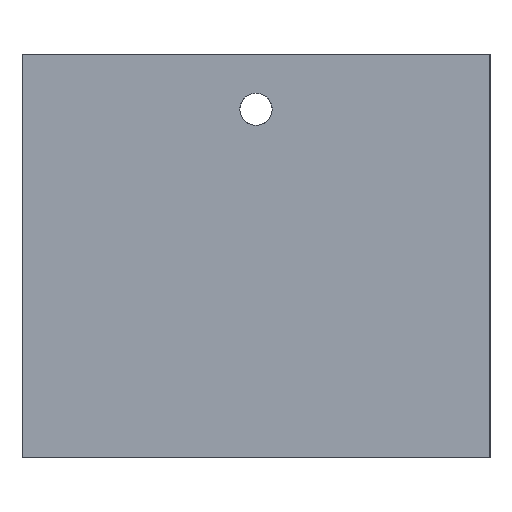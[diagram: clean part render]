
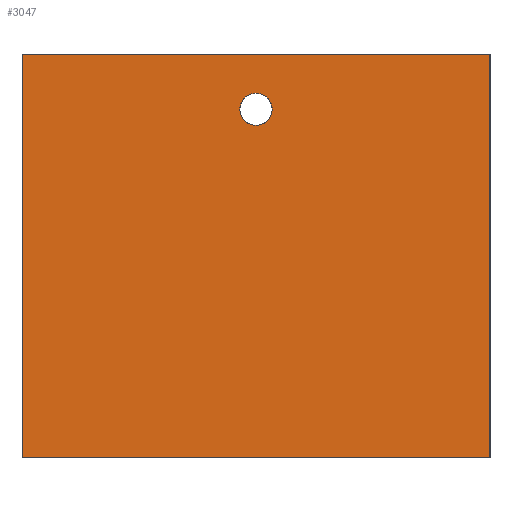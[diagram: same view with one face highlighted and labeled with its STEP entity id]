
A CAD part, left-side view. The second image highlights one B-rep face of the part: STEP entity #3047.
In plain terms, the highlighted planar face has unit normal (-1, 0, 0).
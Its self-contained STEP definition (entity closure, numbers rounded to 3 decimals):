
#27 = CARTESIAN_POINT ( 'NONE',  ( 0., 116., 100. ) ) ;
#227 = CIRCLE ( 'NONE', #864, 4. ) ;
#379 = CARTESIAN_POINT ( 'NONE',  ( 0., 0., 0. ) ) ;
#417 = CARTESIAN_POINT ( 'NONE',  ( 0., 0., 100. ) ) ;
#482 = FACE_OUTER_BOUND ( 'NONE', #1963, .T. ) ;
#538 = LINE ( 'NONE', #27, #1305 ) ;
#543 = CARTESIAN_POINT ( 'NONE',  ( 0., 0., 0. ) ) ;
#576 = EDGE_CURVE ( 'NONE', #2449, #2840, #2299, .T. ) ;
#624 = CARTESIAN_POINT ( 'NONE',  ( 0., 116., 100. ) ) ;
#815 = VECTOR ( 'NONE', #1970, 1000. ) ;
#837 = EDGE_CURVE ( 'NONE', #1430, #843, #1172, .T. ) ;
#843 = VERTEX_POINT ( 'NONE', #1469 ) ;
#864 = AXIS2_PLACEMENT_3D ( 'NONE', #3293, #1012, #1280 ) ;
#874 = AXIS2_PLACEMENT_3D ( 'NONE', #1840, #2605, #1575 ) ;
#1012 = DIRECTION ( 'NONE',  ( 1., 0., 0. ) ) ;
#1170 = PLANE ( 'NONE',  #1310 ) ;
#1172 = LINE ( 'NONE', #1718, #815 ) ;
#1280 = DIRECTION ( 'NONE',  ( 0., 0., -1. ) ) ;
#1305 = VECTOR ( 'NONE', #2888, 1000. ) ;
#1310 = AXIS2_PLACEMENT_3D ( 'NONE', #417, #3260, #1732 ) ;
#1352 = EDGE_CURVE ( 'NONE', #2035, #2972, #1451, .T. ) ;
#1430 = VERTEX_POINT ( 'NONE', #624 ) ;
#1451 = LINE ( 'NONE', #543, #2739 ) ;
#1469 = CARTESIAN_POINT ( 'NONE',  ( 0., 0., 100. ) ) ;
#1575 = DIRECTION ( 'NONE',  ( 0., 0., -1. ) ) ;
#1660 = EDGE_CURVE ( 'NONE', #2840, #2449, #227, .T. ) ;
#1669 = VECTOR ( 'NONE', #2049, 1000. ) ;
#1718 = CARTESIAN_POINT ( 'NONE',  ( 0., 0., 100. ) ) ;
#1732 = DIRECTION ( 'NONE',  ( 0., 0., -1. ) ) ;
#1784 = ORIENTED_EDGE ( 'NONE', *, *, #1660, .T. ) ;
#1789 = EDGE_LOOP ( 'NONE', ( #1784, #2598 ) ) ;
#1825 = EDGE_CURVE ( 'NONE', #1430, #2035, #538, .T. ) ;
#1840 = CARTESIAN_POINT ( 'NONE',  ( 0., 58., 86.35 ) ) ;
#1963 = EDGE_LOOP ( 'NONE', ( #3037, #2917, #2473, #2002 ) ) ;
#1970 = DIRECTION ( 'NONE',  ( 0., -1., 0. ) ) ;
#2002 = ORIENTED_EDGE ( 'NONE', *, *, #1825, .T. ) ;
#2035 = VERTEX_POINT ( 'NONE', #2770 ) ;
#2049 = DIRECTION ( 'NONE',  ( 0., 0., -1. ) ) ;
#2086 = CARTESIAN_POINT ( 'NONE',  ( 0., 0., 100. ) ) ;
#2088 = DIRECTION ( 'NONE',  ( 0., -1., 0. ) ) ;
#2130 = CARTESIAN_POINT ( 'NONE',  ( 0., 58., 82.35 ) ) ;
#2299 = CIRCLE ( 'NONE', #874, 4. ) ;
#2429 = LINE ( 'NONE', #2086, #1669 ) ;
#2449 = VERTEX_POINT ( 'NONE', #2677 ) ;
#2473 = ORIENTED_EDGE ( 'NONE', *, *, #837, .F. ) ;
#2588 = FACE_BOUND ( 'NONE', #1789, .T. ) ;
#2598 = ORIENTED_EDGE ( 'NONE', *, *, #576, .T. ) ;
#2605 = DIRECTION ( 'NONE',  ( 1., 0., 0. ) ) ;
#2677 = CARTESIAN_POINT ( 'NONE',  ( 0., 58., 90.35 ) ) ;
#2739 = VECTOR ( 'NONE', #2088, 1000. ) ;
#2742 = EDGE_CURVE ( 'NONE', #843, #2972, #2429, .T. ) ;
#2770 = CARTESIAN_POINT ( 'NONE',  ( 0., 116., 0. ) ) ;
#2840 = VERTEX_POINT ( 'NONE', #2130 ) ;
#2888 = DIRECTION ( 'NONE',  ( 0., 0., -1. ) ) ;
#2917 = ORIENTED_EDGE ( 'NONE', *, *, #2742, .F. ) ;
#2972 = VERTEX_POINT ( 'NONE', #379 ) ;
#3037 = ORIENTED_EDGE ( 'NONE', *, *, #1352, .T. ) ;
#3047 = ADVANCED_FACE ( 'NONE', ( #2588, #482 ), #1170, .F. ) ;
#3260 = DIRECTION ( 'NONE',  ( 1., 0., 0. ) ) ;
#3293 = CARTESIAN_POINT ( 'NONE',  ( 0., 58., 86.35 ) ) ;
